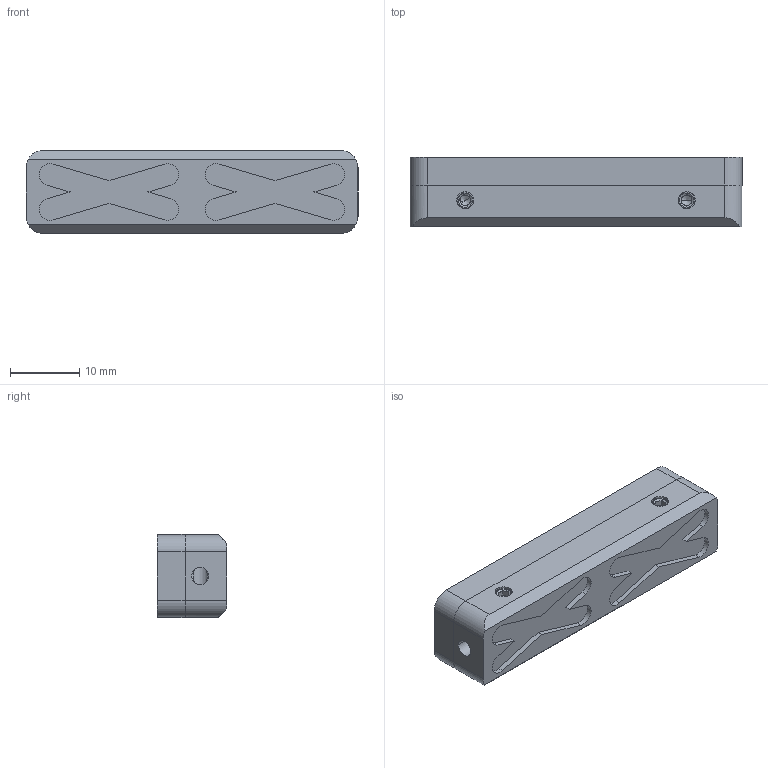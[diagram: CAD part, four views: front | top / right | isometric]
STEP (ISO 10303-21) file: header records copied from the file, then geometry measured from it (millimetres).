
FILE_DESCRIPTION (( 'STEP AP214' ), '1' );
FILE_NAME ('S17012410.STEP', '2023-11-29T20:11:12', ( '' ), ( '' ), 'SwSTEP 2.0', 'SolidWorks 2023', '' );
FILE_SCHEMA (( 'AUTOMOTIVE_DESIGN' ));
Length unit declared in the file: millimetre
Products named in the file (5): S90A002; S91SS0101-4_92015A102; 62S012410; 17S012410; S17012410
Assembly tree (7 placements, depth 2):
  S90A002
  S17012410
    17S012410
    62S012410
    S91SS0101-4_92015A102  x5
Bounding box: 48 x 10 x 12 mm (x, y, z)
Volume: 5379.4 mm3; surface area: 4079.7 mm2
Topology: 7 solids, 7 shells, 286 faces, 753 edges, 468 vertices
Faces by surface type: cylinder 98, plane 97, cone 66, bspline 15, torus 10
Entity records: 4579 total; most frequent: CARTESIAN_POINT 1793, ORIENTED_EDGE 578, DIRECTION 538, EDGE_CURVE 289, AXIS2_PLACEMENT_3D 196, VERTEX_POINT 188, LINE 146, VECTOR 146
